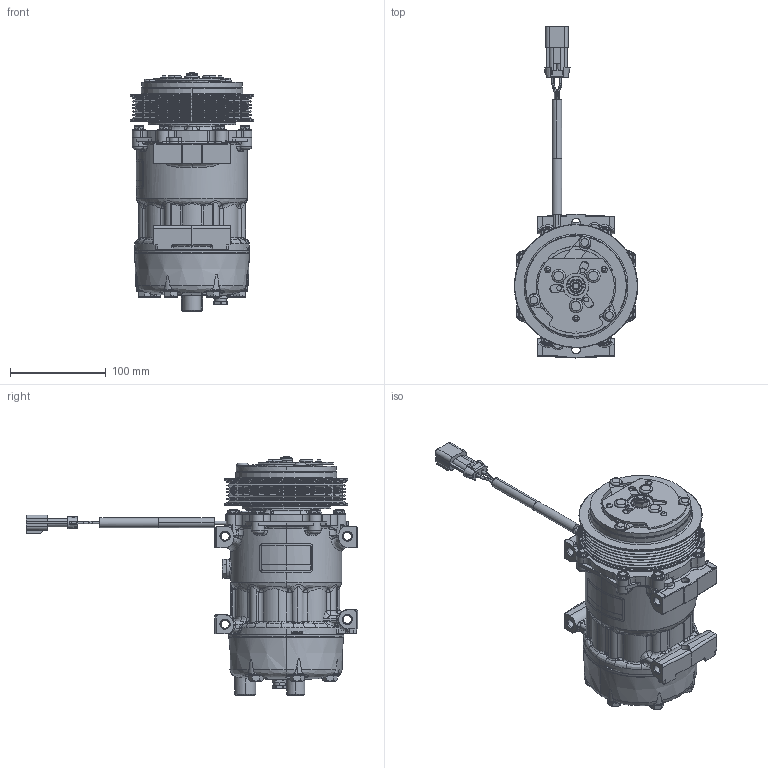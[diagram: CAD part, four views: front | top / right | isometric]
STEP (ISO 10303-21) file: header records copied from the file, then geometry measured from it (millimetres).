
FILE_DESCRIPTION (( 'STEP AP203' ), '1' );
FILE_NAME ('SANDEN_4897_REV_C_COMPR_AC.STEP', '2008-10-01T15:17:10', ( '' ), ( '' ), 'SwSTEP 2.0', 'SolidWorks 2007', '' );
FILE_SCHEMA (( 'CONFIG_CONTROL_DESIGN' ));
Products named in the file (1): SANDEN_4897_REV_C_COMPR_AC
Bounding box: 129 x 347.13 x 249.29 mm (x, y, z)
Volume: 2410909.2 mm3; surface area: 267047 mm2
Topology: 1 solids, 6 shells, 2435 faces, 6395 edges, 3981 vertices
Faces by surface type: cylinder 736, plane 657, bspline 585, cone 296, torus 159, sphere 2
Entity records: 173271 total; most frequent: CARTESIAN_POINT 121890, ORIENTED_EDGE 12698, DIRECTION 7833, EDGE_CURVE 6349, VERTEX_POINT 3981, B_SPLINE_CURVE_WITH_KNOTS 3090, AXIS2_PLACEMENT_3D 2987, EDGE_LOOP 2582
